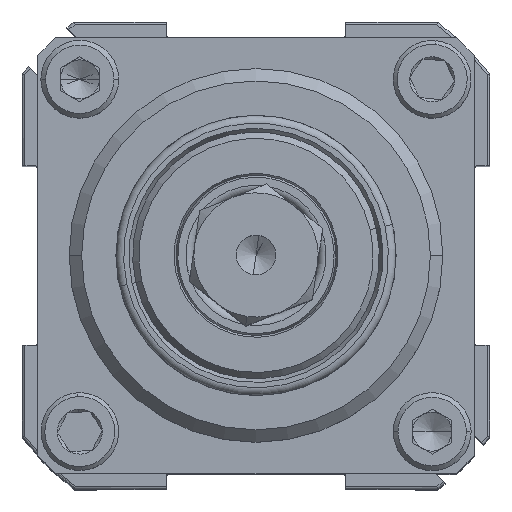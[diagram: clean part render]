
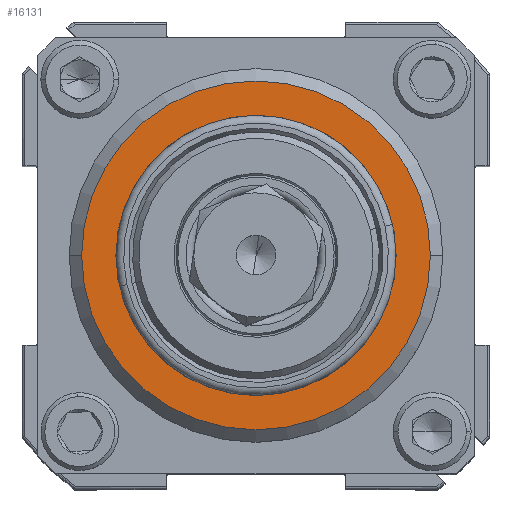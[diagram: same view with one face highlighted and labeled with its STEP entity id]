
A CAD part, top view. The second image highlights one B-rep face of the part: STEP entity #16131.
In plain terms, the highlighted planar face has unit normal (0, 0, 1).
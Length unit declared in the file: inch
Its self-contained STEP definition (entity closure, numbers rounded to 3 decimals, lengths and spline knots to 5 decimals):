
#72 = AXIS2_PLACEMENT_3D ( 'NONE', #12139, #24019, #17011 ) ;
#176 = EDGE_CURVE ( 'NONE', #19567, #2333, #25435, .T. ) ;
#619 = DIRECTION ( 'NONE',  ( 1., 0., 0. ) ) ;
#677 = AXIS2_PLACEMENT_3D ( 'NONE', #27981, #10249, #30924 ) ;
#1865 = CARTESIAN_POINT ( 'NONE',  ( -0.7, 0., 0.25 ) ) ;
#2333 = VERTEX_POINT ( 'NONE', #3593 ) ;
#3104 = ORIENTED_EDGE ( 'NONE', *, *, #29880, .F. ) ;
#3175 = DIRECTION ( 'NONE',  ( 0., 0., 1. ) ) ;
#3593 = CARTESIAN_POINT ( 'NONE',  ( 0.7, 0., 0.25 ) ) ;
#3667 = FACE_BOUND ( 'NONE', #4568, .T. ) ;
#4461 = VERTEX_POINT ( 'NONE', #15998 ) ;
#4568 = EDGE_LOOP ( 'NONE', ( #3104, #34257 ) ) ;
#5687 = VERTEX_POINT ( 'NONE', #11645 ) ;
#7882 = EDGE_CURVE ( 'NONE', #2333, #19567, #35572, .T. ) ;
#9576 = EDGE_CURVE ( 'NONE', #5687, #4461, #17205, .T. ) ;
#9772 = CARTESIAN_POINT ( 'NONE',  ( 0., 0., 0.25 ) ) ;
#9828 = AXIS2_PLACEMENT_3D ( 'NONE', #9772, #30436, #12737 ) ;
#10249 = DIRECTION ( 'NONE',  ( 0., 0., 1. ) ) ;
#11645 = CARTESIAN_POINT ( 'NONE',  ( -0.5625, 0., 0.25 ) ) ;
#12139 = CARTESIAN_POINT ( 'NONE',  ( 0., 0., 0.25 ) ) ;
#12356 = CARTESIAN_POINT ( 'NONE',  ( 0., 0., 0.25 ) ) ;
#12737 = DIRECTION ( 'NONE',  ( 1., 0., 0. ) ) ;
#15998 = CARTESIAN_POINT ( 'NONE',  ( 0.5625, 0., 0.25 ) ) ;
#16131 = ADVANCED_FACE ( 'NONE', ( #34135, #3667 ), #18153, .T. ) ;
#17011 = DIRECTION ( 'NONE',  ( 1., 0., 0. ) ) ;
#17205 = CIRCLE ( 'NONE', #677, 0.5625 ) ;
#18153 = PLANE ( 'NONE',  #35429 ) ;
#18285 = DIRECTION ( 'NONE',  ( 0., 0., 1. ) ) ;
#19567 = VERTEX_POINT ( 'NONE', #1865 ) ;
#20844 = CARTESIAN_POINT ( 'NONE',  ( 0., 0., 0.25 ) ) ;
#23817 = DIRECTION ( 'NONE',  ( 1., 0., 0. ) ) ;
#24019 = DIRECTION ( 'NONE',  ( 0., 0., 1. ) ) ;
#25435 = CIRCLE ( 'NONE', #72, 0.7 ) ;
#25885 = CIRCLE ( 'NONE', #9828, 0.5625 ) ;
#26316 = ORIENTED_EDGE ( 'NONE', *, *, #7882, .T. ) ;
#27981 = CARTESIAN_POINT ( 'NONE',  ( 0., 0., 0.25 ) ) ;
#28579 = AXIS2_PLACEMENT_3D ( 'NONE', #20844, #3175, #23817 ) ;
#29244 = EDGE_LOOP ( 'NONE', ( #37164, #26316 ) ) ;
#29880 = EDGE_CURVE ( 'NONE', #4461, #5687, #25885, .T. ) ;
#30436 = DIRECTION ( 'NONE',  ( 0., 0., 1. ) ) ;
#30924 = DIRECTION ( 'NONE',  ( 1., 0., 0. ) ) ;
#34135 = FACE_OUTER_BOUND ( 'NONE', #29244, .T. ) ;
#34257 = ORIENTED_EDGE ( 'NONE', *, *, #9576, .F. ) ;
#35429 = AXIS2_PLACEMENT_3D ( 'NONE', #12356, #18285, #619 ) ;
#35572 = CIRCLE ( 'NONE', #28579, 0.7 ) ;
#37164 = ORIENTED_EDGE ( 'NONE', *, *, #176, .T. ) ;
